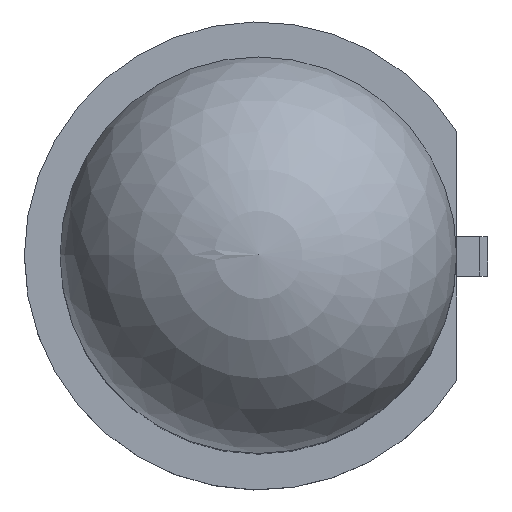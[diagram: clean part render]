
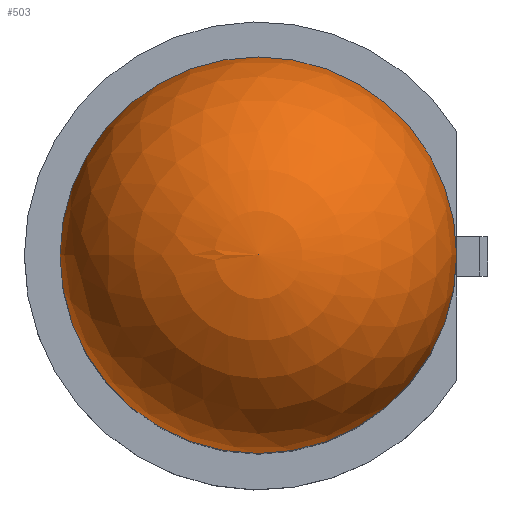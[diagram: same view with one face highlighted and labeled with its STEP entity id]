
A CAD part, top view. The second image highlights one B-rep face of the part: STEP entity #503.
In plain terms, the highlighted spherical face has radius 2.5 mm.
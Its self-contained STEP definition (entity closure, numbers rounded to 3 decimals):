
#503=ADVANCED_FACE('',(#870),#872,.T.);
#870=FACE_BOUND('',#871,.T.);
#871=EDGE_LOOP('',(#1147,#1148));
#872=SPHERICAL_SURFACE('',#873,2.5);
#873=AXIS2_PLACEMENT_3D('',#874,#875,#876);
#874=CARTESIAN_POINT('',(0.,0.,6.1));
#875=DIRECTION('',(-0.,-0.,-1.));
#876=DIRECTION('',(-1.,0.,0.));
#1147=ORIENTED_EDGE('',*,*,#1284,.T.);
#1148=ORIENTED_EDGE('',*,*,#1283,.T.);
#1283=EDGE_CURVE('',#1508,#1509,#1510,.F.);
#1284=EDGE_CURVE('',#1509,#1508,#1511,.F.);
#1508=VERTEX_POINT('',#2006);
#1509=VERTEX_POINT('',#2007);
#1510=CIRCLE('',#2008,2.5);
#1511=CIRCLE('',#2012,2.5);
#2006=CARTESIAN_POINT('',(-2.5,0.,6.1));
#2007=CARTESIAN_POINT('',(2.5,0.,6.1));
#2008=AXIS2_PLACEMENT_3D('',#2009,#2010,#2011);
#2009=CARTESIAN_POINT('',(0.,0.,6.1));
#2010=DIRECTION('',(0.,0.,-1.));
#2011=DIRECTION('',(1.,0.,0.));
#2012=AXIS2_PLACEMENT_3D('',#2013,#2014,#2015);
#2013=CARTESIAN_POINT('',(0.,0.,6.1));
#2014=DIRECTION('',(0.,0.,-1.));
#2015=DIRECTION('',(-1.,0.,0.));
